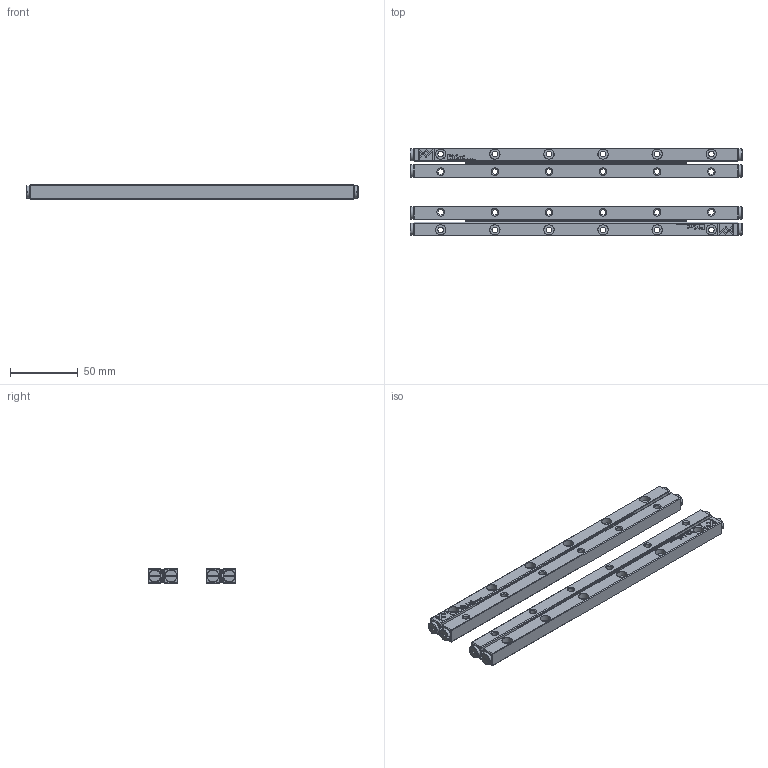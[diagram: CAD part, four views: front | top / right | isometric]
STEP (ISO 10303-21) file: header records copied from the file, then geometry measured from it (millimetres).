
FILE_DESCRIPTION(/* description */ (''),/* implementation_level */ '2;1');
FILE_NAME(/* name */ 'Set RSD-4240x23AA_stp_stp.stp',/* time_stamp */ '2025-05-21T16:14:30+02:00',/* author */ (''),/* organization */ (''),/* preprocessor_version */ 'ST-DEVELOPER v16.7',/* originating_system */ 'SIEMENS PLM Software NX 12.0',/* authorisation */ '');
FILE_SCHEMA (('AUTOMOTIVE_DESIGN { 1 0 10303 214 3 1 1 1 }'));
Products named in the file (1): Set RSD-4240x23AA_stp_stp
Bounding box: 245.4 x 65 x 11 mm (x, y, z)
Volume: 98880.1 mm3; surface area: 57206.6 mm2
Topology: 60 solids, 60 shells, 3170 faces, 8088 edges, 5210 vertices
Faces by surface type: plane 1856, cylinder 774, bspline 360, cone 180
Full cylindrical faces by diameter (mm): 2.6 x8, 3 x8, 3.2 x8, 4 x46, 4.2 x24, 7.5 x24, 9 x8
Entity records: 103525 total; most frequent: CARTESIAN_POINT 21055, ORIENTED_EDGE 15400, DIRECTION 14314, EDGE_CURVE 7700, LINE 5204, VECTOR 5204, VERTEX_POINT 5120, AXIS2_PLACEMENT_3D 4555
